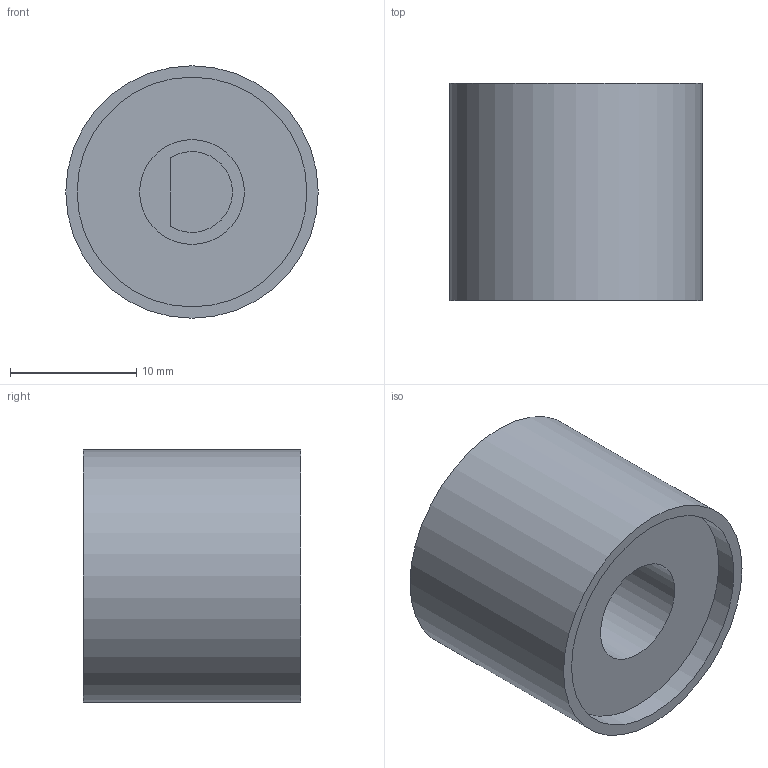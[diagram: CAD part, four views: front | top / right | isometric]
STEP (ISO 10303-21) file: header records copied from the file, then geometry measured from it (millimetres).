
FILE_DESCRIPTION(/* description */ (''),/* implementation_level */ '2;1');
FILE_NAME(/* name */ 'RotaryEncoderKnob.stp',/* time_stamp */ '2026-02-18T10:23:38-08:00',/* author */ ('bh'),/* organization */ (''),/* preprocessor_version */ 'ST-DEVELOPER v20.1',/* originating_system */ 'Autodesk Inventor 2026',/* authorisation */ '');
FILE_SCHEMA (('AUTOMOTIVE_DESIGN { 1 0 10303 214 3 1 1 }'));
Length unit declared in the file: millimetre
Products named in the file (1): RotaryEncoderKnob
Bounding box: 20 x 17.2 x 20 mm (x, y, z)
Volume: 4345.7 mm3; surface area: 2142.7 mm2
Topology: 1 solids, 1 shells, 10 faces, 15 edges, 10 vertices
Faces by surface type: plane 6, cylinder 4
Full cylindrical faces by diameter (mm): 8.3 x1, 18.2 x1, 20 x1
Entity records: 289 total; most frequent: DIRECTION 45, CARTESIAN_POINT 36, ORIENTED_EDGE 30, AXIS2_PLACEMENT_3D 19, EDGE_CURVE 15, EDGE_LOOP 13, STYLED_ITEM 11, FACE_OUTER_BOUND 10
